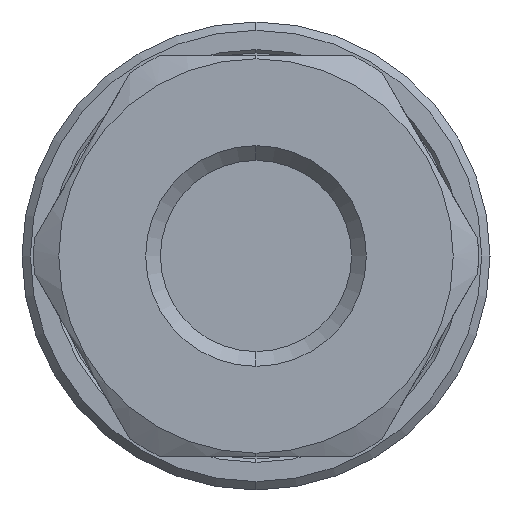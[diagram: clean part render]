
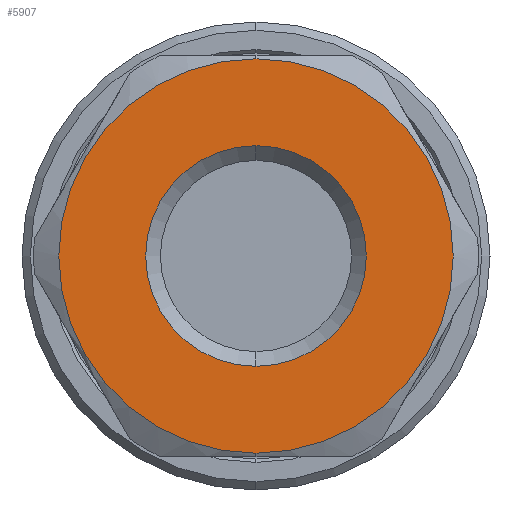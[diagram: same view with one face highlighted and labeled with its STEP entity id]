
A CAD part, left-side view. The second image highlights one B-rep face of the part: STEP entity #5907.
In plain terms, the highlighted planar face has unit normal (-1, 0, 0).
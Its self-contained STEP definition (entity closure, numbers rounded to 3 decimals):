
#120 = ORIENTED_EDGE ( 'NONE', *, *, #7454, .F. ) ;
#121 = ORIENTED_EDGE ( 'NONE', *, *, #3464, .F. ) ;
#122 = ORIENTED_EDGE ( 'NONE', *, *, #3471, .T. ) ;
#123 = ORIENTED_EDGE ( 'NONE', *, *, #3516, .T. ) ;
#204 = PLANE ( 'NONE',  #2934 ) ;
#247 = DIRECTION ( 'NONE',  ( 0., 0., 1. ) ) ;
#250 = DIRECTION ( 'NONE',  ( -1., 0., 0. ) ) ;
#254 = CARTESIAN_POINT ( 'NONE',  ( 0., 11.8, 0. ) ) ;
#564 = CIRCLE ( 'NONE', #4745, 11.8 ) ;
#1245 = FACE_OUTER_BOUND ( 'NONE', #5361, .T. ) ;
#1246 = FACE_BOUND ( 'NONE', #5381, .T. ) ;
#2513 = CARTESIAN_POINT ( 'NONE',  ( 0., 0., 0. ) ) ;
#2514 = DIRECTION ( 'NONE',  ( 1., 0., 0. ) ) ;
#2515 = DIRECTION ( 'NONE',  ( 0., 0., -1. ) ) ;
#2934 = AXIS2_PLACEMENT_3D ( 'NONE', #254, #250, #247 ) ;
#3042 = AXIS2_PLACEMENT_3D ( 'NONE', #4052, #3922, #4047 ) ;
#3060 = AXIS2_PLACEMENT_3D ( 'NONE', #9392, #9372, #9360 ) ;
#3063 = AXIS2_PLACEMENT_3D ( 'NONE', #9289, #9400, #9455 ) ;
#3464 = EDGE_CURVE ( 'NONE', #4275, #4642, #8370, .T. ) ;
#3471 = EDGE_CURVE ( 'NONE', #4305, #4307, #8382, .T. ) ;
#3516 = EDGE_CURVE ( 'NONE', #4307, #4305, #8413, .T. ) ;
#3922 = DIRECTION ( 'NONE',  ( 1., 0., 0. ) ) ;
#4047 = DIRECTION ( 'NONE',  ( 0., 0., 1. ) ) ;
#4052 = CARTESIAN_POINT ( 'NONE',  ( 0., 0., 0. ) ) ;
#4275 = VERTEX_POINT ( 'NONE', #7223 ) ;
#4305 = VERTEX_POINT ( 'NONE', #7204 ) ;
#4307 = VERTEX_POINT ( 'NONE', #7217 ) ;
#4642 = VERTEX_POINT ( 'NONE', #8767 ) ;
#4745 = AXIS2_PLACEMENT_3D ( 'NONE', #2513, #2514, #2515 ) ;
#5361 = EDGE_LOOP ( 'NONE', ( #120, #121 ) ) ;
#5381 = EDGE_LOOP ( 'NONE', ( #122, #123 ) ) ;
#5907 = ADVANCED_FACE ( 'NONE', ( #1245, #1246 ), #204, .T. ) ;
#7204 = CARTESIAN_POINT ( 'NONE',  ( 0., 0., 6.6 ) ) ;
#7217 = CARTESIAN_POINT ( 'NONE',  ( 0., 0., -6.6 ) ) ;
#7223 = CARTESIAN_POINT ( 'NONE',  ( 0., 0., 11.8 ) ) ;
#7454 = EDGE_CURVE ( 'NONE', #4642, #4275, #564, .T. ) ;
#8370 = CIRCLE ( 'NONE', #3063, 11.8 ) ;
#8382 = CIRCLE ( 'NONE', #3060, 6.6 ) ;
#8413 = CIRCLE ( 'NONE', #3042, 6.6 ) ;
#8767 = CARTESIAN_POINT ( 'NONE',  ( 0., 0., -11.8 ) ) ;
#9289 = CARTESIAN_POINT ( 'NONE',  ( 0., 0., 0. ) ) ;
#9360 = DIRECTION ( 'NONE',  ( 0., 0., 1. ) ) ;
#9372 = DIRECTION ( 'NONE',  ( 1., 0., 0. ) ) ;
#9392 = CARTESIAN_POINT ( 'NONE',  ( 0., 0., 0. ) ) ;
#9400 = DIRECTION ( 'NONE',  ( 1., 0., 0. ) ) ;
#9455 = DIRECTION ( 'NONE',  ( 0., 0., -1. ) ) ;
